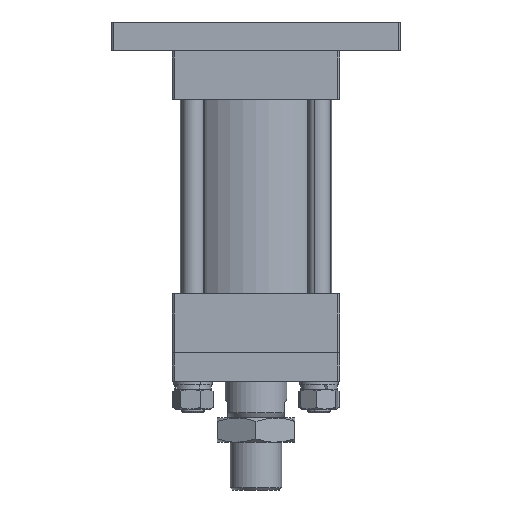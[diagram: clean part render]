
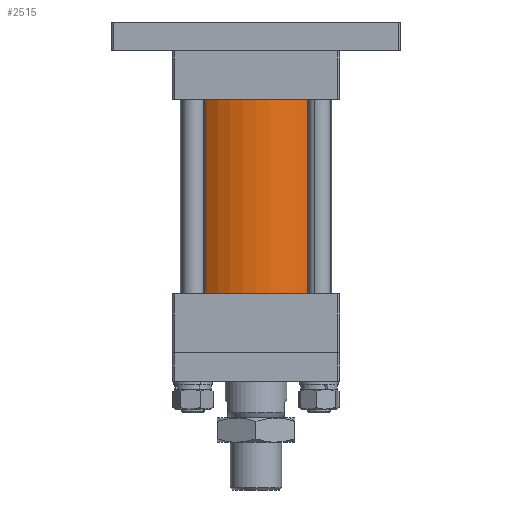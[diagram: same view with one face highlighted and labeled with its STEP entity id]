
A CAD part, front view. The second image highlights one B-rep face of the part: STEP entity #2515.
In plain terms, the highlighted cylindrical face has radius 73.5 mm (diameter 147 mm), a partial arc.
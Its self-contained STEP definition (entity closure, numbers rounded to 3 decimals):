
#84 = ORIENTED_EDGE ( 'NONE', *, *, #7672, .T. ) ;
#127 = ORIENTED_EDGE ( 'NONE', *, *, #7667, .T. ) ;
#159 = ORIENTED_EDGE ( 'NONE', *, *, #7664, .F. ) ;
#165 = ORIENTED_EDGE ( 'NONE', *, *, #7669, .F. ) ;
#1991 = DIRECTION ( 'NONE',  ( 0., 0., -1. ) ) ;
#1998 = CARTESIAN_POINT ( 'NONE',  ( 73.5, 0., 94. ) ) ;
#2003 = CARTESIAN_POINT ( 'NONE',  ( -73.5, 0., 94. ) ) ;
#2007 = DIRECTION ( 'NONE',  ( 0., 0., -1. ) ) ;
#2013 = CARTESIAN_POINT ( 'NONE',  ( 0., 0., 94. ) ) ;
#2014 = DIRECTION ( 'NONE',  ( 0., 0., 1. ) ) ;
#2015 = DIRECTION ( 'NONE',  ( 1., 0., 0. ) ) ;
#2021 = CARTESIAN_POINT ( 'NONE',  ( 0., 0., -94. ) ) ;
#2022 = DIRECTION ( 'NONE',  ( 0., 0., 1. ) ) ;
#2023 = DIRECTION ( 'NONE',  ( 1., 0., 0. ) ) ;
#2515 = ADVANCED_FACE ( 'NONE', ( #4161 ), #4157, .T. ) ;
#2811 = CARTESIAN_POINT ( 'NONE',  ( 73.5, 0., 94. ) ) ;
#2815 = CARTESIAN_POINT ( 'NONE',  ( -73.5, 0., 94. ) ) ;
#2818 = CARTESIAN_POINT ( 'NONE',  ( -73.5, 0., -94. ) ) ;
#2819 = CARTESIAN_POINT ( 'NONE',  ( 73.5, 0., -94. ) ) ;
#4157 = CYLINDRICAL_SURFACE ( 'NONE', #5401, 73.5 ) ;
#4161 = FACE_OUTER_BOUND ( 'NONE', #7933, .T. ) ;
#5401 = AXIS2_PLACEMENT_3D ( 'NONE', #6397, #6396, #6393 ) ;
#5572 = AXIS2_PLACEMENT_3D ( 'NONE', #2021, #2022, #2023 ) ;
#5574 = AXIS2_PLACEMENT_3D ( 'NONE', #2013, #2014, #2015 ) ;
#5877 = VERTEX_POINT ( 'NONE', #2818 ) ;
#5878 = VERTEX_POINT ( 'NONE', #2819 ) ;
#5879 = VERTEX_POINT ( 'NONE', #2811 ) ;
#5880 = VERTEX_POINT ( 'NONE', #2815 ) ;
#6186 = CIRCLE ( 'NONE', #5572, 73.5 ) ;
#6189 = CIRCLE ( 'NONE', #5574, 73.5 ) ;
#6190 = VECTOR ( 'NONE', #2007, 1000. ) ;
#6195 = VECTOR ( 'NONE', #1991, 1000. ) ;
#6196 = LINE ( 'NONE', #2003, #6190 ) ;
#6205 = LINE ( 'NONE', #1998, #6195 ) ;
#6393 = DIRECTION ( 'NONE',  ( -1., 0., 0. ) ) ;
#6396 = DIRECTION ( 'NONE',  ( 0., 0., -1. ) ) ;
#6397 = CARTESIAN_POINT ( 'NONE',  ( 0., 0., 94. ) ) ;
#7664 = EDGE_CURVE ( 'NONE', #5879, #5878, #6205, .T. ) ;
#7667 = EDGE_CURVE ( 'NONE', #5880, #5877, #6196, .T. ) ;
#7669 = EDGE_CURVE ( 'NONE', #5880, #5879, #6189, .T. ) ;
#7672 = EDGE_CURVE ( 'NONE', #5877, #5878, #6186, .T. ) ;
#7933 = EDGE_LOOP ( 'NONE', ( #159, #165, #127, #84 ) ) ;
